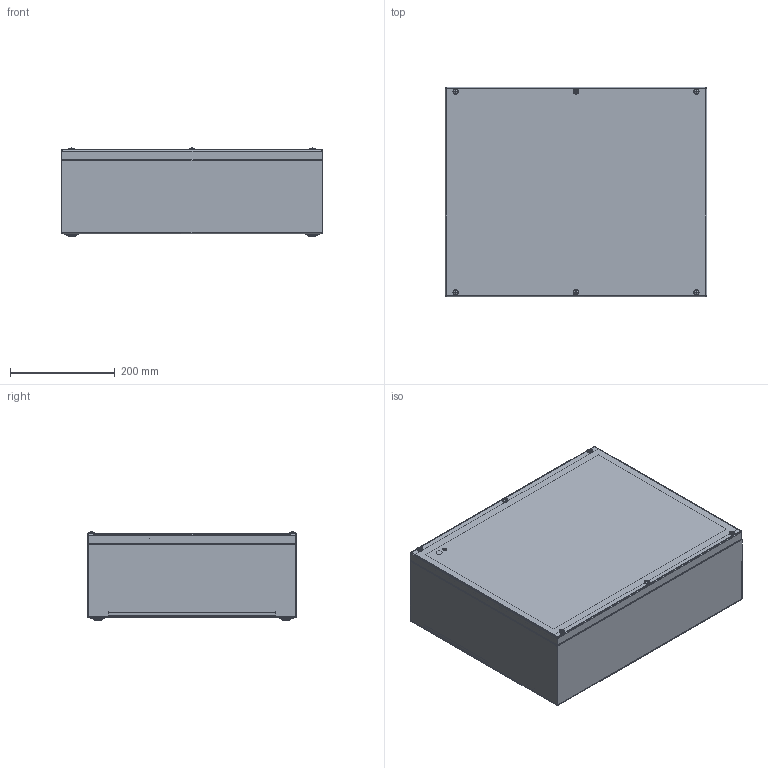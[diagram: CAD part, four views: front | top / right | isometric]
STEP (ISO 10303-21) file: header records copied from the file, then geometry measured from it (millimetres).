
FILE_DESCRIPTION (( 'STEP AP214' ), '1' );
FILE_NAME ('37504016.STEP', '2018-08-21T10:02:14', ( 'Macha' ), ( 'Hewlett-Packard Company' ), 'SwSTEP 2.0', 'SolidWorks 2018', '' );
FILE_SCHEMA (( 'AUTOMOTIVE_DESIGN' ));
Length unit declared in the file: millimetre
Products named in the file (14): 94753; 56126; 94084; 92081; 82410_37504016; 42112; 41070; 93344; 86003_Bl.1,25; 93379; 56085; 42037; 37504016; 42013
Assembly tree (32 placements, depth 3):
  94084
  37504016
    56085
      42013
      86003_Bl.1,25  x6
      42112  x2
    56126
      42037
      82410_37504016
      41070  x6
      93344  x6
      93379
    94753  x4
    92081  x2
Bounding box: 500 x 400 x 168.47 mm (x, y, z)
Volume: 1143750.4 mm3; surface area: 1610405 mm2
Topology: 30 solids, 30 shells, 895 faces, 1914 edges, 1136 vertices
Faces by surface type: plane 399, cylinder 290, bspline 80, cone 66, torus 32, sphere 28
Full cylindrical faces by diameter (mm): 4.2 x12, 4.7 x2, 5 x58, 5.9 x6, 6 x1, 7 x18, 8 x14, 8.5 x4, 9 x6, 10 x10, 10.4 x6, 12 x1, 14 x4
Entity records: 16487 total; most frequent: CARTESIAN_POINT 5031, DIRECTION 2133, ORIENTED_EDGE 2070, EDGE_CURVE 1035, AXIS2_PLACEMENT_3D 786, EDGE_LOOP 697, VERTEX_POINT 636, FACE_OUTER_BOUND 579
